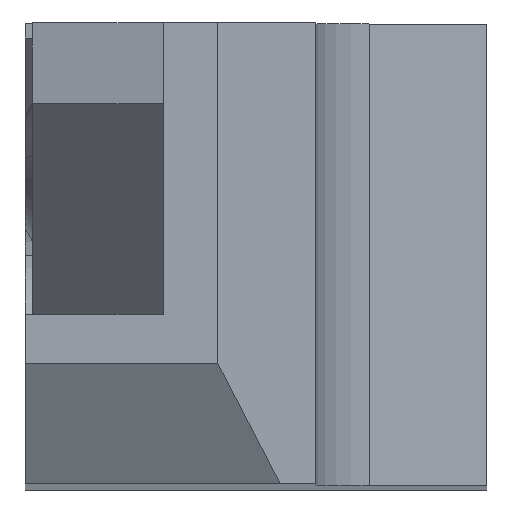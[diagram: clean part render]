
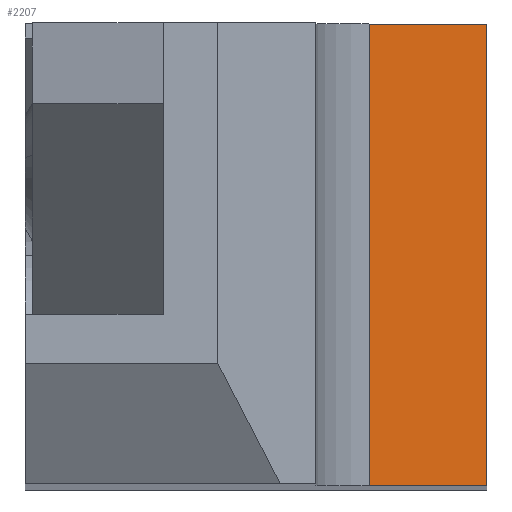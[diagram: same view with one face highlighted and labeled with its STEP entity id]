
A CAD part, top view. The second image highlights one B-rep face of the part: STEP entity #2207.
In plain terms, the highlighted planar face has unit normal (0.707, 0, 0.707).
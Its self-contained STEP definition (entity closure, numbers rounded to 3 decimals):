
#54 = CARTESIAN_POINT ( 'NONE',  ( 25.4, 0., -34.771 ) ) ;
#135 = VERTEX_POINT ( 'NONE', #1642 ) ;
#224 = EDGE_CURVE ( 'NONE', #694, #1459, #2419, .T. ) ;
#228 = ORIENTED_EDGE ( 'NONE', *, *, #1130, .F. ) ;
#288 = LINE ( 'NONE', #2015, #2667 ) ;
#326 = AXIS2_PLACEMENT_3D ( 'NONE', #1403, #428, #2076 ) ;
#428 = DIRECTION ( 'NONE',  ( -0.707, 0., -0.707 ) ) ;
#506 = DIRECTION ( 'NONE',  ( 0.707, 0., -0.707 ) ) ;
#590 = VECTOR ( 'NONE', #2484, 1000. ) ;
#621 = DIRECTION ( 'NONE',  ( 0.707, 0., -0.707 ) ) ;
#694 = VERTEX_POINT ( 'NONE', #2867 ) ;
#825 = LINE ( 'NONE', #1240, #1628 ) ;
#836 = ORIENTED_EDGE ( 'NONE', *, *, #224, .F. ) ;
#857 = LINE ( 'NONE', #2715, #1359 ) ;
#911 = CARTESIAN_POINT ( 'NONE',  ( 22.164, 0., -31.536 ) ) ;
#1076 = ORIENTED_EDGE ( 'NONE', *, *, #2574, .T. ) ;
#1130 = EDGE_CURVE ( 'NONE', #1459, #135, #825, .T. ) ;
#1240 = CARTESIAN_POINT ( 'NONE',  ( 22.164, 12.7, -31.536 ) ) ;
#1306 = ORIENTED_EDGE ( 'NONE', *, *, #2234, .T. ) ;
#1359 = VECTOR ( 'NONE', #1644, 1000. ) ;
#1403 = CARTESIAN_POINT ( 'NONE',  ( 22.164, 0., -31.536 ) ) ;
#1459 = VERTEX_POINT ( 'NONE', #2971 ) ;
#1500 = FACE_OUTER_BOUND ( 'NONE', #1660, .T. ) ;
#1628 = VECTOR ( 'NONE', #506, 1000. ) ;
#1642 = CARTESIAN_POINT ( 'NONE',  ( 25.4, 12.7, -34.771 ) ) ;
#1644 = DIRECTION ( 'NONE',  ( 0., 1., 0. ) ) ;
#1660 = EDGE_LOOP ( 'NONE', ( #228, #836, #1076, #1306 ) ) ;
#1862 = PLANE ( 'NONE',  #326 ) ;
#2015 = CARTESIAN_POINT ( 'NONE',  ( 22.164, 0., -31.536 ) ) ;
#2076 = DIRECTION ( 'NONE',  ( 0.707, 0., -0.707 ) ) ;
#2207 = ADVANCED_FACE ( 'NONE', ( #1500 ), #1862, .F. ) ;
#2234 = EDGE_CURVE ( 'NONE', #2433, #135, #857, .T. ) ;
#2419 = LINE ( 'NONE', #911, #590 ) ;
#2433 = VERTEX_POINT ( 'NONE', #54 ) ;
#2484 = DIRECTION ( 'NONE',  ( 0., 1., 0. ) ) ;
#2574 = EDGE_CURVE ( 'NONE', #694, #2433, #288, .T. ) ;
#2667 = VECTOR ( 'NONE', #621, 1000. ) ;
#2715 = CARTESIAN_POINT ( 'NONE',  ( 25.4, 0., -34.771 ) ) ;
#2867 = CARTESIAN_POINT ( 'NONE',  ( 22.164, 0., -31.536 ) ) ;
#2971 = CARTESIAN_POINT ( 'NONE',  ( 22.164, 12.7, -31.536 ) ) ;
